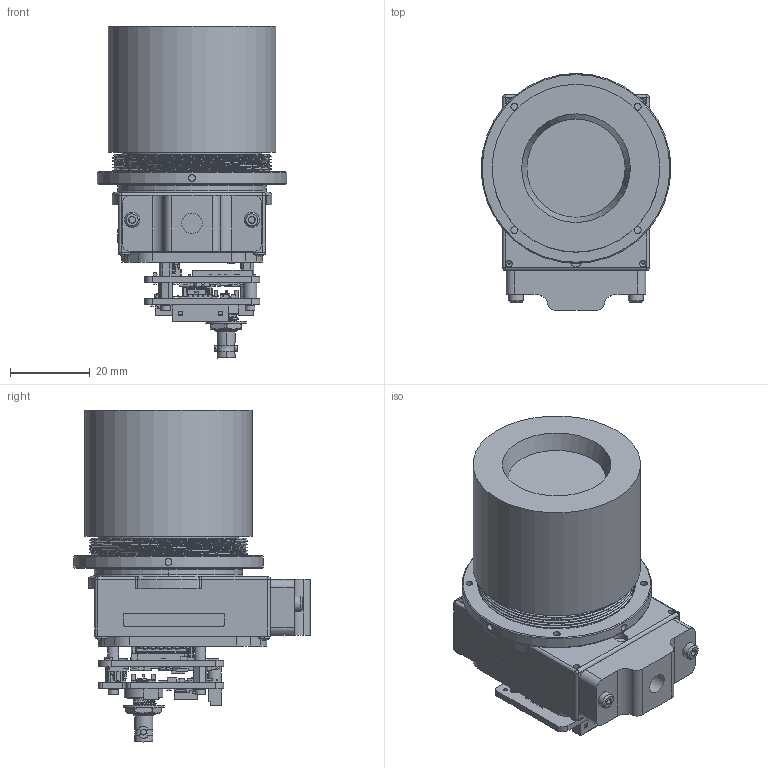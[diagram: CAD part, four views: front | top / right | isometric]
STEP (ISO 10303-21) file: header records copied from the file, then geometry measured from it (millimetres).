
FILE_DESCRIPTION (( 'STEP AP214' ), '1' );
FILE_NAME ('SL-D5-1326-A21 Mechanical ICD, Viento HD10 SDI, 35mm, RevA.STEP', '2024-06-20T15:55:10', ( '' ), ( '' ), 'SwSTEP 2.0', 'SolidWorks 2023', '' );
FILE_SCHEMA (( 'AUTOMOTIVE_DESIGN' ));
Length unit declared in the file: millimetre
Products named in the file (1): SL-D5-1326-A21 Mechanical ICD, Viento HD10 SDI, 35mm, RevA
Bounding box: 47.5 x 59.28 x 83.12 mm (x, y, z)
Volume: 83434.9 mm3; surface area: 30845.3 mm2
Topology: 13 solids, 17 shells, 2207 faces, 5640 edges, 3685 vertices
Faces by surface type: plane 1651, cylinder 337, cone 114, bspline 66, torus 27, sphere 12
Full cylindrical faces by diameter (mm): 0.351 x1, 0.6 x6, 0.864 x3, 1 x1, 1.112 x2, 1.191 x1, 1.2 x2, 1.524 x5, 1.6 x6, 1.727 x8, 1.8 x1, 1.9 x4, 2.4 x2, 2.438 x3, 3.3 x1, 3.8 x2, 5.105 x1, 9.7 x1, 10.21 x1, 32.476 x1, 33.999 x1, 34.9 x1, 42 x1, 47.498 x1
Entity records: 80409 total; most frequent: CARTESIAN_POINT 27547, ORIENTED_EDGE 11000, DIRECTION 10255, EDGE_CURVE 5500, LINE 4315, VECTOR 4315, VERTEX_POINT 3648, AXIS2_PLACEMENT_3D 2970
